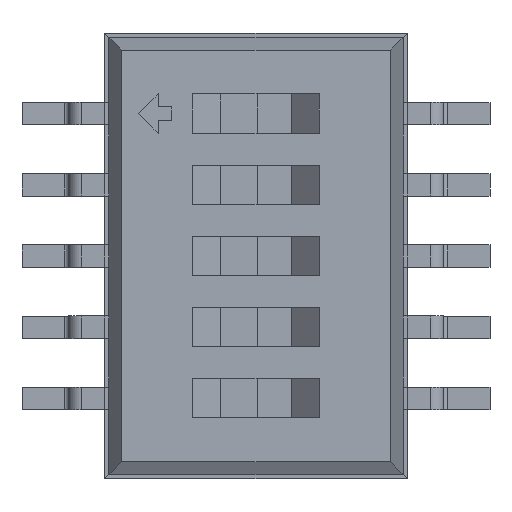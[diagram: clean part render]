
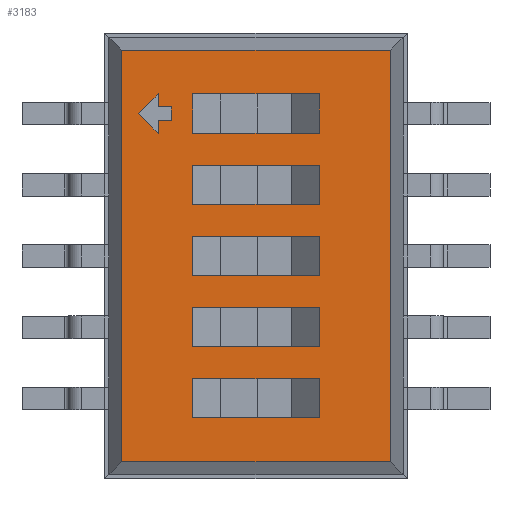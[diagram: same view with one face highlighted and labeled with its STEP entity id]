
A CAD part, top view. The second image highlights one B-rep face of the part: STEP entity #3183.
In plain terms, the highlighted planar face has unit normal (0, 0, 1).
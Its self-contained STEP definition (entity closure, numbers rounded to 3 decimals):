
#27=VECTOR('',#28,1.);
#28=DIRECTION('',(0.,1.,0.));
#34=VECTOR('',#35,1.);
#35=DIRECTION('',(-1.,0.,0.));
#41=VECTOR('',#42,1.);
#42=DIRECTION('',(0.,-1.,0.));
#46=VECTOR('',#47,1.);
#47=DIRECTION('',(1.,0.,0.));
#50=DIRECTION('',(0.,0.,-1.));
#2174=VERTEX_POINT('',#2175);
#2175=CARTESIAN_POINT('',(2.397,3.672,2.45));
#2177=ORIENTED_EDGE('',*,*,#2178,.F.);
#2178=EDGE_CURVE('',#2179,#2174,#2181,.T.);
#2179=VERTEX_POINT('',#2180);
#2180=CARTESIAN_POINT('',(2.397,-3.672,2.45));
#2181=LINE('',#2180,#27);
#2664=VERTEX_POINT('',#2665);
#2665=CARTESIAN_POINT('',(-2.397,3.672,2.45));
#2667=ORIENTED_EDGE('',*,*,#2668,.F.);
#2668=EDGE_CURVE('',#2174,#2664,#2669,.T.);
#2669=LINE('',#2175,#34);
#2693=VERTEX_POINT('',#2694);
#2694=CARTESIAN_POINT('',(-2.397,-3.672,2.45));
#2696=ORIENTED_EDGE('',*,*,#2697,.F.);
#2697=EDGE_CURVE('',#2664,#2693,#2698,.T.);
#2698=LINE('',#2665,#41);
#3178=ORIENTED_EDGE('',*,*,#3179,.F.);
#3179=EDGE_CURVE('',#2693,#2179,#3180,.T.);
#3180=LINE('',#2694,#46);
#3183=ADVANCED_FACE('',(#3184,#3186,#3208,#3230,#3252,#3297,#3319),#3341,.F.);
#3184=FACE_BOUND('',#3185,.F.);
#3185=EDGE_LOOP('',(#2177,#3178,#2696,#2667));
#3186=FACE_BOUND('',#3187,.F.);
#3187=EDGE_LOOP('',(#3188,#3195,#3200,#3205));
#3188=ORIENTED_EDGE('',*,*,#3189,.T.);
#3189=EDGE_CURVE('',#3190,#3192,#3194,.T.);
#3190=VERTEX_POINT('',#3191);
#3191=CARTESIAN_POINT('',(-1.125,-0.35,2.45));
#3192=VERTEX_POINT('',#3193);
#3193=CARTESIAN_POINT('',(1.125,-0.35,2.45));
#3194=LINE('',#3191,#46);
#3195=ORIENTED_EDGE('',*,*,#3196,.T.);
#3196=EDGE_CURVE('',#3192,#3197,#3199,.T.);
#3197=VERTEX_POINT('',#3198);
#3198=CARTESIAN_POINT('',(1.125,0.35,2.45));
#3199=LINE('',#3193,#27);
#3200=ORIENTED_EDGE('',*,*,#3201,.T.);
#3201=EDGE_CURVE('',#3197,#3202,#3204,.T.);
#3202=VERTEX_POINT('',#3203);
#3203=CARTESIAN_POINT('',(-1.125,0.35,2.45));
#3204=LINE('',#3198,#34);
#3205=ORIENTED_EDGE('',*,*,#3206,.T.);
#3206=EDGE_CURVE('',#3202,#3190,#3207,.T.);
#3207=LINE('',#3203,#41);
#3208=FACE_BOUND('',#3209,.F.);
#3209=EDGE_LOOP('',(#3210,#3217,#3222,#3227));
#3210=ORIENTED_EDGE('',*,*,#3211,.T.);
#3211=EDGE_CURVE('',#3212,#3214,#3216,.T.);
#3212=VERTEX_POINT('',#3213);
#3213=CARTESIAN_POINT('',(-1.125,1.62,2.45));
#3214=VERTEX_POINT('',#3215);
#3215=CARTESIAN_POINT('',(-1.125,0.92,2.45));
#3216=LINE('',#3213,#41);
#3217=ORIENTED_EDGE('',*,*,#3218,.T.);
#3218=EDGE_CURVE('',#3214,#3219,#3221,.T.);
#3219=VERTEX_POINT('',#3220);
#3220=CARTESIAN_POINT('',(1.125,0.92,2.45));
#3221=LINE('',#3215,#46);
#3222=ORIENTED_EDGE('',*,*,#3223,.T.);
#3223=EDGE_CURVE('',#3219,#3224,#3226,.T.);
#3224=VERTEX_POINT('',#3225);
#3225=CARTESIAN_POINT('',(1.125,1.62,2.45));
#3226=LINE('',#3220,#27);
#3227=ORIENTED_EDGE('',*,*,#3228,.T.);
#3228=EDGE_CURVE('',#3224,#3212,#3229,.T.);
#3229=LINE('',#3225,#34);
#3230=FACE_BOUND('',#3231,.F.);
#3231=EDGE_LOOP('',(#3232,#3239,#3244,#3249));
#3232=ORIENTED_EDGE('',*,*,#3233,.T.);
#3233=EDGE_CURVE('',#3234,#3236,#3238,.T.);
#3234=VERTEX_POINT('',#3235);
#3235=CARTESIAN_POINT('',(-1.125,2.19,2.45));
#3236=VERTEX_POINT('',#3237);
#3237=CARTESIAN_POINT('',(1.125,2.19,2.45));
#3238=LINE('',#3235,#46);
#3239=ORIENTED_EDGE('',*,*,#3240,.T.);
#3240=EDGE_CURVE('',#3236,#3241,#3243,.T.);
#3241=VERTEX_POINT('',#3242);
#3242=CARTESIAN_POINT('',(1.125,2.89,2.45));
#3243=LINE('',#3237,#27);
#3244=ORIENTED_EDGE('',*,*,#3245,.T.);
#3245=EDGE_CURVE('',#3241,#3246,#3248,.T.);
#3246=VERTEX_POINT('',#3247);
#3247=CARTESIAN_POINT('',(-1.125,2.89,2.45));
#3248=LINE('',#3242,#34);
#3249=ORIENTED_EDGE('',*,*,#3250,.T.);
#3250=EDGE_CURVE('',#3246,#3234,#3251,.T.);
#3251=LINE('',#3247,#41);
#3252=FACE_BOUND('',#3253,.F.);
#3253=EDGE_LOOP('',(#3254,#3261,#3268,#3275,#3280,#3287,#3292));
#3254=ORIENTED_EDGE('',*,*,#3255,.T.);
#3255=EDGE_CURVE('',#3256,#3258,#3260,.T.);
#3256=VERTEX_POINT('',#3257);
#3257=CARTESIAN_POINT('',(-1.747,2.657,2.45));
#3258=VERTEX_POINT('',#3259);
#3259=CARTESIAN_POINT('',(-1.747,2.89,2.45));
#3260=LINE('',#3257,#27);
#3261=ORIENTED_EDGE('',*,*,#3262,.T.);
#3262=EDGE_CURVE('',#3258,#3263,#3265,.T.);
#3263=VERTEX_POINT('',#3264);
#3264=CARTESIAN_POINT('',(-2.097,2.54,2.45));
#3265=LINE('',#3259,#3266);
#3266=VECTOR('',#3267,1.);
#3267=DIRECTION('',(-0.707,-0.707,0.));
#3268=ORIENTED_EDGE('',*,*,#3269,.T.);
#3269=EDGE_CURVE('',#3263,#3270,#3272,.T.);
#3270=VERTEX_POINT('',#3271);
#3271=CARTESIAN_POINT('',(-1.747,2.19,2.45));
#3272=LINE('',#3264,#3273);
#3273=VECTOR('',#3274,1.);
#3274=DIRECTION('',(0.707,-0.707,0.));
#3275=ORIENTED_EDGE('',*,*,#3276,.T.);
#3276=EDGE_CURVE('',#3270,#3277,#3279,.T.);
#3277=VERTEX_POINT('',#3278);
#3278=CARTESIAN_POINT('',(-1.747,2.423,2.45));
#3279=LINE('',#3271,#27);
#3280=ORIENTED_EDGE('',*,*,#3281,.T.);
#3281=EDGE_CURVE('',#3277,#3282,#3284,.T.);
#3282=VERTEX_POINT('',#3283);
#3283=CARTESIAN_POINT('',(-1.513,2.423,2.45));
#3284=LINE('',#3278,#3285);
#3285=VECTOR('',#3286,1.);
#3286=DIRECTION('',(1.,0.,0.));
#3287=ORIENTED_EDGE('',*,*,#3288,.T.);
#3288=EDGE_CURVE('',#3282,#3289,#3291,.T.);
#3289=VERTEX_POINT('',#3290);
#3290=CARTESIAN_POINT('',(-1.513,2.657,2.45));
#3291=LINE('',#3283,#27);
#3292=ORIENTED_EDGE('',*,*,#3293,.T.);
#3293=EDGE_CURVE('',#3289,#3256,#3294,.T.);
#3294=LINE('',#3290,#3295);
#3295=VECTOR('',#3296,1.);
#3296=DIRECTION('',(-1.,0.,0.));
#3297=FACE_BOUND('',#3298,.F.);
#3298=EDGE_LOOP('',(#3299,#3306,#3311,#3316));
#3299=ORIENTED_EDGE('',*,*,#3300,.T.);
#3300=EDGE_CURVE('',#3301,#3303,#3305,.T.);
#3301=VERTEX_POINT('',#3302);
#3302=CARTESIAN_POINT('',(-1.125,-2.89,2.45));
#3303=VERTEX_POINT('',#3304);
#3304=CARTESIAN_POINT('',(1.125,-2.89,2.45));
#3305=LINE('',#3302,#46);
#3306=ORIENTED_EDGE('',*,*,#3307,.T.);
#3307=EDGE_CURVE('',#3303,#3308,#3310,.T.);
#3308=VERTEX_POINT('',#3309);
#3309=CARTESIAN_POINT('',(1.125,-2.19,2.45));
#3310=LINE('',#3304,#27);
#3311=ORIENTED_EDGE('',*,*,#3312,.T.);
#3312=EDGE_CURVE('',#3308,#3313,#3315,.T.);
#3313=VERTEX_POINT('',#3314);
#3314=CARTESIAN_POINT('',(-1.125,-2.19,2.45));
#3315=LINE('',#3309,#34);
#3316=ORIENTED_EDGE('',*,*,#3317,.T.);
#3317=EDGE_CURVE('',#3313,#3301,#3318,.T.);
#3318=LINE('',#3314,#41);
#3319=FACE_BOUND('',#3320,.F.);
#3320=EDGE_LOOP('',(#3321,#3328,#3333,#3338));
#3321=ORIENTED_EDGE('',*,*,#3322,.T.);
#3322=EDGE_CURVE('',#3323,#3325,#3327,.T.);
#3323=VERTEX_POINT('',#3324);
#3324=CARTESIAN_POINT('',(-1.125,-0.92,2.45));
#3325=VERTEX_POINT('',#3326);
#3326=CARTESIAN_POINT('',(-1.125,-1.62,2.45));
#3327=LINE('',#3324,#41);
#3328=ORIENTED_EDGE('',*,*,#3329,.T.);
#3329=EDGE_CURVE('',#3325,#3330,#3332,.T.);
#3330=VERTEX_POINT('',#3331);
#3331=CARTESIAN_POINT('',(1.125,-1.62,2.45));
#3332=LINE('',#3326,#46);
#3333=ORIENTED_EDGE('',*,*,#3334,.T.);
#3334=EDGE_CURVE('',#3330,#3335,#3337,.T.);
#3335=VERTEX_POINT('',#3336);
#3336=CARTESIAN_POINT('',(1.125,-0.92,2.45));
#3337=LINE('',#3331,#27);
#3338=ORIENTED_EDGE('',*,*,#3339,.T.);
#3339=EDGE_CURVE('',#3335,#3323,#3340,.T.);
#3340=LINE('',#3336,#34);
#3341=PLANE('',#3342);
#3342=AXIS2_PLACEMENT_3D('',#2180,#50,#3343);
#3343=DIRECTION('',(-0.547,0.837,0.));
